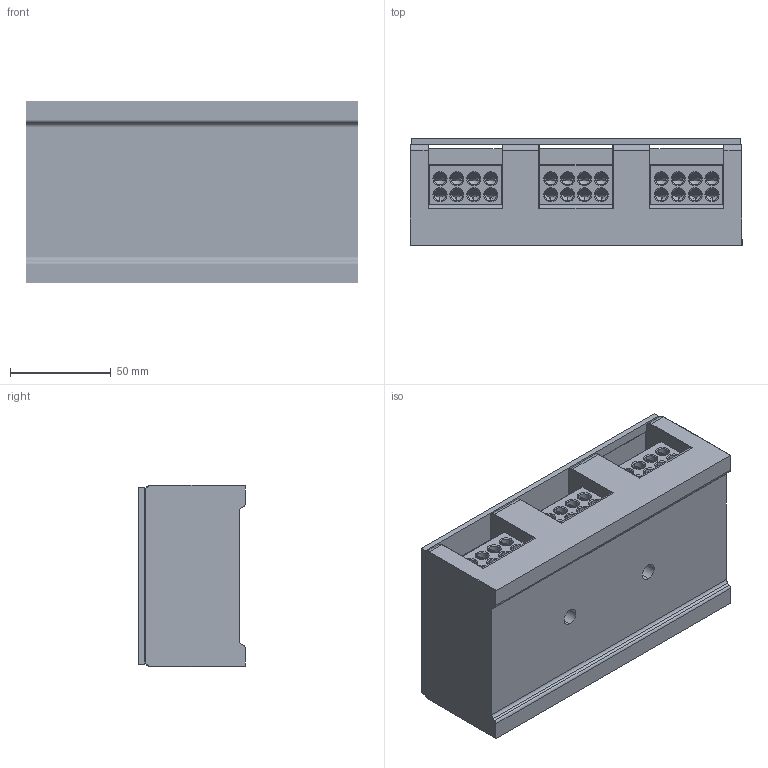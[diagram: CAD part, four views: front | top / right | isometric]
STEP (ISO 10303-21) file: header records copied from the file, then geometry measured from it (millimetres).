
FILE_DESCRIPTION((''),'2;1');
FILE_NAME('UDJ-3003_8_10_ASM','2024-07-04T',('dell'),(''),'PRO/ENGINEER BY PARAMETRIC TECHNOLOGY CORPORATION, 2013230','PRO/ENGINEER BY PARAMETRIC TECHNOLOGY CORPORATION, 2013230','');
FILE_SCHEMA(('AUTOMOTIVE_DESIGN { 1 0 10303 214 1 1 1 1 }'));
Products named in the file (6): BREP_WITH_VOIDS_144933; MANIFOLD_SOLID_BREP_147691; MANIFOLD_SOLID_BREP_150439; MANIFOLD_SOLID_BREP_153216; ASM0004_ASM_1_ASM; UDJ-3003_8_10_ASM
Assembly tree (5 placements, depth 3):
  UDJ-3003_8_10_ASM
    ASM0004_ASM_1_ASM
      BREP_WITH_VOIDS_144933
      MANIFOLD_SOLID_BREP_147691
      MANIFOLD_SOLID_BREP_150439
      MANIFOLD_SOLID_BREP_153216
Bounding box: 165 x 53 x 90 mm (x, y, z)
Volume: 534523.5 mm3; surface area: 131731.4 mm2
Topology: 4 solids, 24 shells, 3167 faces, 9714 edges, 6206 vertices
Faces by surface type: plane 1626, cylinder 890, bspline 300, cone 270, sphere 50, torus 28, extrusion 3
Entity records: 162538 total; most frequent: CARTESIAN_POINT 81199, ORIENTED_EDGE 19172, DIRECTION 13908, EDGE_CURVE 9586, VERTEX_POINT 6206, VECTOR 5204, LINE 5201, AXIS2_PLACEMENT_3D 4352
